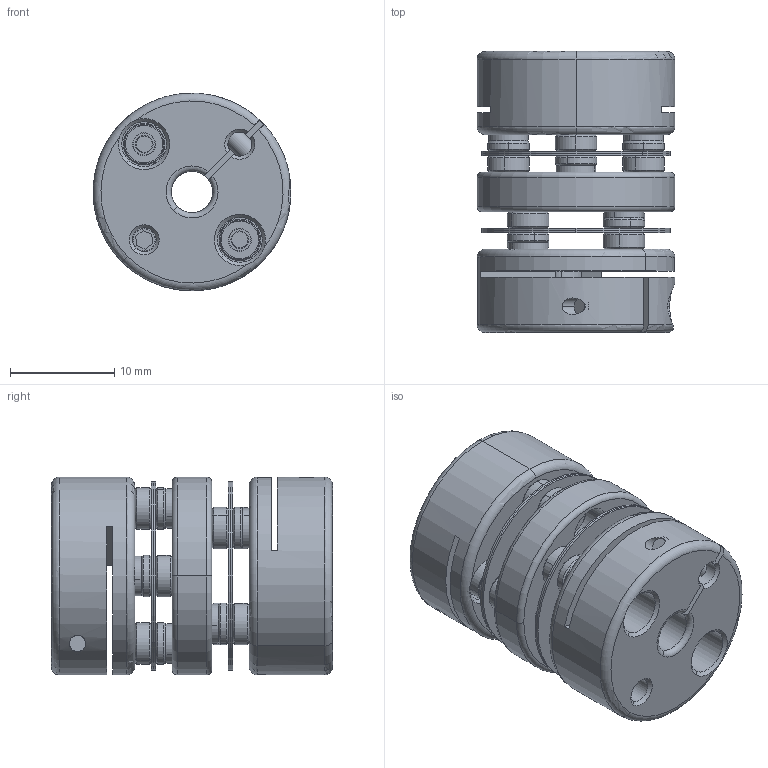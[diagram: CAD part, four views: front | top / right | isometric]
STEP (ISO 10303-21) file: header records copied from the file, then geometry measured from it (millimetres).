
FILE_DESCRIPTION (( 'STEP AP203' ), '1' );
FILE_NAME ('FACHL19-4x4.STEP', '2014-02-13T01:28:53', ( '123' ), ( '' ), 'SwSTEP 2.0', 'SolidWorks 2013', '' );
FILE_SCHEMA (( 'CONFIG_CONTROL_DESIGN' ));
Length unit declared in the file: millimetre
Products named in the file (1): FACHL19-4x4
Bounding box: 19 x 27 x 19 mm (x, y, z)
Surface area: 5786.3 mm2 (no closed solid volume)
Topology: 0 solids, 39 shells, 315 faces, 975 edges, 660 vertices
Faces by surface type: cylinder 126, cone 96, plane 65, torus 28
Entity records: 11521 total; most frequent: CARTESIAN_POINT 2428, DIRECTION 2103, ORIENTED_EDGE 1632, EDGE_CURVE 971, AXIS2_PLACEMENT_3D 867, VERTEX_POINT 660, CIRCLE 551, EDGE_LOOP 387
